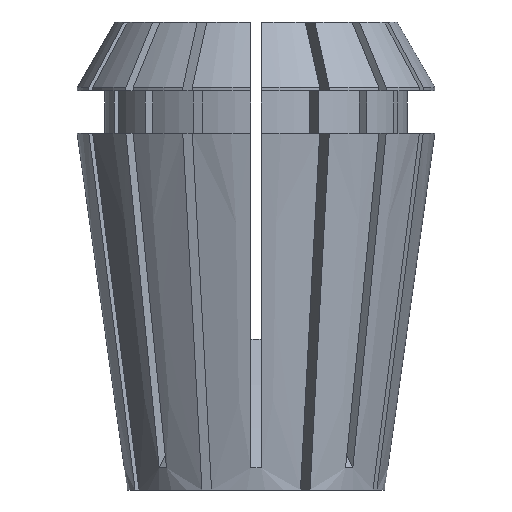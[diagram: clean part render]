
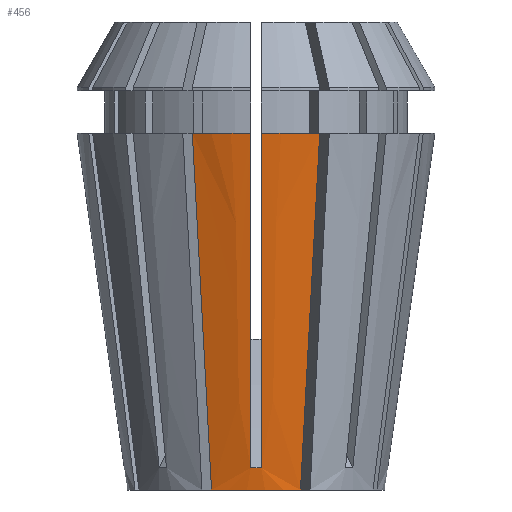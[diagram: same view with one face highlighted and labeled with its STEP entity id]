
A CAD part, left-side view. The second image highlights one B-rep face of the part: STEP entity #456.
In plain terms, the highlighted conical face has half-angle 8 degrees and reference radius 9.36 mm.
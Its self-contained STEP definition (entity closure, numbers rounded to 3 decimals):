
#103 = VERTEX_POINT ( 'NONE', #4471 ) ;
#170 = CARTESIAN_POINT ( 'NONE',  ( -12.995, -0.375, 25.9 ) ) ;
#191 = CARTESIAN_POINT ( 'NONE',  ( 0., 0., 25.9 ) ) ;
#380 = ORIENTED_EDGE ( 'NONE', *, *, #1831, .T. ) ;
#452 = CARTESIAN_POINT ( 'NONE',  ( -9.659, -0.375, 2.174 ) ) ;
#456 = ADVANCED_FACE ( 'NONE', ( #3844 ), #1148, .T. ) ;
#498 = CARTESIAN_POINT ( 'NONE',  ( -9.213, 3.41, 3.298 ) ) ;
#613 = B_SPLINE_CURVE_WITH_KNOTS ( 'NONE', 3,
 ( #1379, #1356, #1303, #2169 ),
 .UNSPECIFIED., .F., .F.,
 ( 4, 4 ),
 ( 0., 0.001 ),
 .UNSPECIFIED. ) ;
#718 = CARTESIAN_POINT ( 'NONE',  ( -12.995, 0.375, 25.9 ) ) ;
#774 = CIRCLE ( 'NONE', #4479, 9.36 ) ;
#840 = CIRCLE ( 'NONE', #1696, 13. ) ;
#951 = DIRECTION ( 'NONE',  ( 0., 0., -1. ) ) ;
#971 = B_SPLINE_CURVE_WITH_KNOTS ( 'NONE', 3,
 ( #1833, #4439, #4872, #2638, #1800, #5303, #3102, #3082, #4422, #2615 ),
 .UNSPECIFIED., .F., .F.,
 ( 4, 3, 3, 4 ),
 ( 0.051, 0.056, 0.073, 0.075 ),
 .UNSPECIFIED. ) ;
#1141 = DIRECTION ( 'NONE',  ( 0., 0., 1. ) ) ;
#1148 = CONICAL_SURFACE ( 'NONE', #2987, 9.36, 0.14 ) ;
#1303 = CARTESIAN_POINT ( 'NONE',  ( -9.587, -0.125, 1.597 ) ) ;
#1308 = ORIENTED_EDGE ( 'NONE', *, *, #4472, .T. ) ;
#1312 = CARTESIAN_POINT ( 'NONE',  ( -9.579, -0.375, 1.608 ) ) ;
#1330 = CARTESIAN_POINT ( 'NONE',  ( -9.818, -0.375, 3.307 ) ) ;
#1356 = CARTESIAN_POINT ( 'NONE',  ( -9.587, 0.125, 1.597 ) ) ;
#1379 = CARTESIAN_POINT ( 'NONE',  ( -9.579, 0.375, 1.608 ) ) ;
#1683 = CARTESIAN_POINT ( 'NONE',  ( -12.737, -0.375, 24.063 ) ) ;
#1696 = AXIS2_PLACEMENT_3D ( 'NONE', #191, #3203, #2317 ) ;
#1763 = B_SPLINE_CURVE_WITH_KNOTS ( 'NONE', 3,
 ( #3835, #2086, #4656, #2914, #3338, #5140, #3374 ),
 .UNSPECIFIED., .F., .F.,
 ( 4, 3, 4 ),
 ( 0., 0.023, 0.026 ),
 .UNSPECIFIED. ) ;
#1800 = CARTESIAN_POINT ( 'NONE',  ( -11.419, 0.375, 14.695 ) ) ;
#1816 = ORIENTED_EDGE ( 'NONE', *, *, #4542, .F. ) ;
#1831 = EDGE_CURVE ( 'NONE', #5148, #4934, #2665, .T. ) ;
#1833 = CARTESIAN_POINT ( 'NONE',  ( -12.995, 0.375, 25.9 ) ) ;
#1909 = ORIENTED_EDGE ( 'NONE', *, *, #2483, .T. ) ;
#1934 = EDGE_CURVE ( 'NONE', #4331, #4049, #971, .T. ) ;
#1960 = ORIENTED_EDGE ( 'NONE', *, *, #5093, .F. ) ;
#1969 = EDGE_LOOP ( 'NONE', ( #1909, #1308, #1960, #3717, #2789, #380, #1816, #4216 ) ) ;
#1974 = CARTESIAN_POINT ( 'NONE',  ( 0., 0., 0. ) ) ;
#2086 = CARTESIAN_POINT ( 'NONE',  ( -11.171, -4.221, 18.366 ) ) ;
#2097 = CARTESIAN_POINT ( 'NONE',  ( -12.149, -4.626, 25.9 ) ) ;
#2169 = CARTESIAN_POINT ( 'NONE',  ( -9.579, -0.375, 1.608 ) ) ;
#2179 = CARTESIAN_POINT ( 'NONE',  ( -12.22, -0.375, 20.389 ) ) ;
#2317 = DIRECTION ( 'NONE',  ( -1., 0., 0. ) ) ;
#2483 = EDGE_CURVE ( 'NONE', #4331, #4950, #840, .T. ) ;
#2615 = CARTESIAN_POINT ( 'NONE',  ( -9.579, 0.375, 1.608 ) ) ;
#2638 = CARTESIAN_POINT ( 'NONE',  ( -12.22, 0.375, 20.389 ) ) ;
#2665 = B_SPLINE_CURVE_WITH_KNOTS ( 'NONE', 3,
 ( #4781, #1683, #5208, #2179, #3846, #3468, #1330, #4327, #452, #1312 ),
 .UNSPECIFIED., .F., .F.,
 ( 4, 3, 3, 4 ),
 ( 0.051, 0.056, 0.073, 0.075 ),
 .UNSPECIFIED. ) ;
#2789 = ORIENTED_EDGE ( 'NONE', *, *, #4687, .T. ) ;
#2880 = CARTESIAN_POINT ( 'NONE',  ( -11.171, 4.221, 18.366 ) ) ;
#2914 = CARTESIAN_POINT ( 'NONE',  ( -9.213, -3.41, 3.298 ) ) ;
#2987 = AXIS2_PLACEMENT_3D ( 'NONE', #1974, #1141, #3721 ) ;
#3082 = CARTESIAN_POINT ( 'NONE',  ( -9.738, 0.375, 2.741 ) ) ;
#3102 = CARTESIAN_POINT ( 'NONE',  ( -9.818, 0.375, 3.307 ) ) ;
#3165 = DIRECTION ( 'NONE',  ( 0., 0., -1. ) ) ;
#3203 = DIRECTION ( 'NONE',  ( 0., 0., -1. ) ) ;
#3338 = CARTESIAN_POINT ( 'NONE',  ( -9.07, -3.351, 2.199 ) ) ;
#3374 = CARTESIAN_POINT ( 'NONE',  ( -8.784, -3.233, 0. ) ) ;
#3456 = CARTESIAN_POINT ( 'NONE',  ( -10.192, 3.816, 10.832 ) ) ;
#3468 = CARTESIAN_POINT ( 'NONE',  ( -10.619, -0.375, 9.001 ) ) ;
#3602 = DIRECTION ( 'NONE',  ( -1., 0., 0. ) ) ;
#3648 = VERTEX_POINT ( 'NONE', #4214 ) ;
#3717 = ORIENTED_EDGE ( 'NONE', *, *, #4899, .F. ) ;
#3721 = DIRECTION ( 'NONE',  ( 1., 0., 0. ) ) ;
#3835 = CARTESIAN_POINT ( 'NONE',  ( -12.149, -4.626, 25.9 ) ) ;
#3844 = FACE_OUTER_BOUND ( 'NONE', #1969, .T. ) ;
#3846 = CARTESIAN_POINT ( 'NONE',  ( -11.419, -0.375, 14.695 ) ) ;
#4014 = CARTESIAN_POINT ( 'NONE',  ( 0., 0., 0. ) ) ;
#4029 = DIRECTION ( 'NONE',  ( -1., 0., 0. ) ) ;
#4041 = B_SPLINE_CURVE_WITH_KNOTS ( 'NONE', 3,
 ( #4624, #2880, #3456, #498, #4359, #4754, #4832 ),
 .UNSPECIFIED., .F., .F.,
 ( 4, 3, 4 ),
 ( 0., 0.023, 0.026 ),
 .UNSPECIFIED. ) ;
#4049 = VERTEX_POINT ( 'NONE', #4383 ) ;
#4078 = CIRCLE ( 'NONE', #4984, 13. ) ;
#4214 = CARTESIAN_POINT ( 'NONE',  ( -8.784, -3.233, 0. ) ) ;
#4216 = ORIENTED_EDGE ( 'NONE', *, *, #1934, .F. ) ;
#4327 = CARTESIAN_POINT ( 'NONE',  ( -9.738, -0.375, 2.741 ) ) ;
#4331 = VERTEX_POINT ( 'NONE', #718 ) ;
#4359 = CARTESIAN_POINT ( 'NONE',  ( -9.07, 3.351, 2.199 ) ) ;
#4383 = CARTESIAN_POINT ( 'NONE',  ( -9.579, 0.375, 1.608 ) ) ;
#4422 = CARTESIAN_POINT ( 'NONE',  ( -9.659, 0.375, 2.174 ) ) ;
#4439 = CARTESIAN_POINT ( 'NONE',  ( -12.737, 0.375, 24.063 ) ) ;
#4471 = CARTESIAN_POINT ( 'NONE',  ( -8.784, 3.233, 0. ) ) ;
#4472 = EDGE_CURVE ( 'NONE', #4950, #103, #4041, .T. ) ;
#4479 = AXIS2_PLACEMENT_3D ( 'NONE', #4014, #951, #4029 ) ;
#4542 = EDGE_CURVE ( 'NONE', #4049, #4934, #613, .T. ) ;
#4624 = CARTESIAN_POINT ( 'NONE',  ( -12.149, 4.626, 25.9 ) ) ;
#4656 = CARTESIAN_POINT ( 'NONE',  ( -10.192, -3.816, 10.832 ) ) ;
#4687 = EDGE_CURVE ( 'NONE', #5441, #5148, #4078, .T. ) ;
#4754 = CARTESIAN_POINT ( 'NONE',  ( -8.927, 3.292, 1.099 ) ) ;
#4781 = CARTESIAN_POINT ( 'NONE',  ( -12.995, -0.375, 25.9 ) ) ;
#4810 = CARTESIAN_POINT ( 'NONE',  ( -12.149, 4.626, 25.9 ) ) ;
#4832 = CARTESIAN_POINT ( 'NONE',  ( -8.784, 3.233, 0. ) ) ;
#4872 = CARTESIAN_POINT ( 'NONE',  ( -12.478, 0.375, 22.226 ) ) ;
#4899 = EDGE_CURVE ( 'NONE', #5441, #3648, #1763, .T. ) ;
#4934 = VERTEX_POINT ( 'NONE', #5108 ) ;
#4950 = VERTEX_POINT ( 'NONE', #4810 ) ;
#4984 = AXIS2_PLACEMENT_3D ( 'NONE', #5315, #3165, #3602 ) ;
#5093 = EDGE_CURVE ( 'NONE', #3648, #103, #774, .T. ) ;
#5108 = CARTESIAN_POINT ( 'NONE',  ( -9.579, -0.375, 1.608 ) ) ;
#5140 = CARTESIAN_POINT ( 'NONE',  ( -8.927, -3.292, 1.099 ) ) ;
#5148 = VERTEX_POINT ( 'NONE', #170 ) ;
#5208 = CARTESIAN_POINT ( 'NONE',  ( -12.478, -0.375, 22.226 ) ) ;
#5303 = CARTESIAN_POINT ( 'NONE',  ( -10.619, 0.375, 9.001 ) ) ;
#5315 = CARTESIAN_POINT ( 'NONE',  ( 0., 0., 25.9 ) ) ;
#5441 = VERTEX_POINT ( 'NONE', #2097 ) ;
